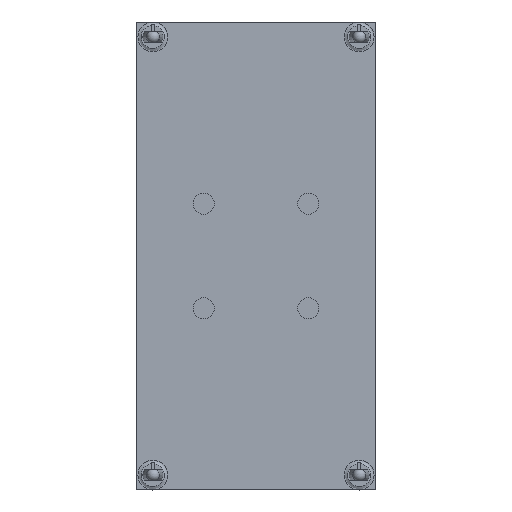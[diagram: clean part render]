
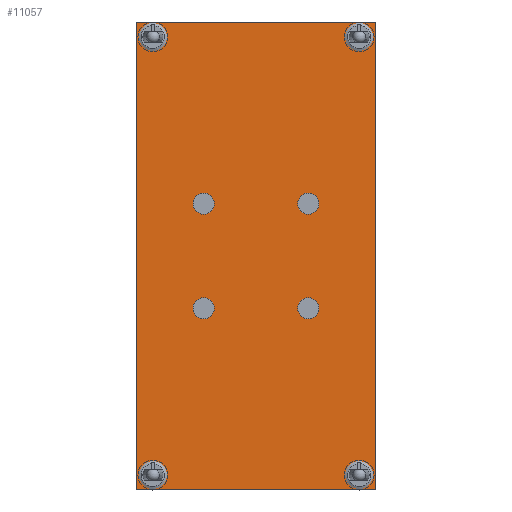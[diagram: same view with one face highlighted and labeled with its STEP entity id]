
A CAD part, front view. The second image highlights one B-rep face of the part: STEP entity #11057.
In plain terms, the highlighted planar face has unit normal (0, -1, 0).
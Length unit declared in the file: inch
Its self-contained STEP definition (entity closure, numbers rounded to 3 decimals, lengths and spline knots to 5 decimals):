
#10687=CARTESIAN_POINT('',(0.102,0.25,-0.46));
#10688=VERTEX_POINT('',#10687);
#10695=CARTESIAN_POINT('',(0.18,0.25,-0.46));
#10696=DIRECTION('',(0.,1.,0.));
#10697=DIRECTION('',(1.,0.,0.));
#10698=AXIS2_PLACEMENT_3D('',#10695,#10696,#10697);
#10699=CIRCLE('',#10698,0.078);
#10700=EDGE_CURVE('',#10688,#10688,#10699,.T.);
#10720=CARTESIAN_POINT('',(2.042,0.25,-0.46));
#10721=VERTEX_POINT('',#10720);
#10728=CARTESIAN_POINT('',(2.12,0.25,-0.46));
#10729=DIRECTION('',(0.,1.,0.));
#10730=DIRECTION('',(1.,0.,0.));
#10731=AXIS2_PLACEMENT_3D('',#10728,#10729,#10730);
#10732=CIRCLE('',#10731,0.078);
#10733=EDGE_CURVE('',#10721,#10721,#10732,.T.);
#10753=CARTESIAN_POINT('',(2.042,0.25,3.66));
#10754=VERTEX_POINT('',#10753);
#10761=CARTESIAN_POINT('',(2.12,0.25,3.66));
#10762=DIRECTION('',(0.,1.,0.));
#10763=DIRECTION('',(1.,0.,0.));
#10764=AXIS2_PLACEMENT_3D('',#10761,#10762,#10763);
#10765=CIRCLE('',#10764,0.078);
#10766=EDGE_CURVE('',#10754,#10754,#10765,.T.);
#10786=CARTESIAN_POINT('',(0.102,0.25,3.66));
#10787=VERTEX_POINT('',#10786);
#10794=CARTESIAN_POINT('',(0.18,0.25,3.66));
#10795=DIRECTION('',(0.,1.,0.));
#10796=DIRECTION('',(1.,0.,0.));
#10797=AXIS2_PLACEMENT_3D('',#10794,#10795,#10796);
#10798=CIRCLE('',#10797,0.078);
#10799=EDGE_CURVE('',#10787,#10787,#10798,.T.);
#10820=CARTESIAN_POINT('',(2.275,0.25,3.8));
#10821=VERTEX_POINT('',#10820);
#10828=CARTESIAN_POINT('',(2.275,0.25,-0.6));
#10829=VERTEX_POINT('',#10828);
#10830=CARTESIAN_POINT('',(2.275,0.25,1.6));
#10831=DIRECTION('',(0.,0.,-1.));
#10832=VECTOR('',#10831,1.);
#10833=LINE('',#10830,#10832);
#10834=EDGE_CURVE('',#10821,#10829,#10833,.T.);
#10859=CARTESIAN_POINT('',(0.025,0.25,3.8));
#10860=VERTEX_POINT('',#10859);
#10867=CARTESIAN_POINT('',(1.15,0.25,3.8));
#10868=DIRECTION('',(-1.,0.,0.));
#10869=VECTOR('',#10868,1.);
#10870=LINE('',#10867,#10869);
#10871=EDGE_CURVE('',#10821,#10860,#10870,.T.);
#10962=CARTESIAN_POINT('',(0.025,0.25,-0.6));
#10963=VERTEX_POINT('',#10962);
#10964=CARTESIAN_POINT('',(1.15,0.25,-0.6));
#10965=DIRECTION('',(-1.,0.,0.));
#10966=VECTOR('',#10965,1.);
#10967=LINE('',#10964,#10966);
#10968=EDGE_CURVE('',#10829,#10963,#10967,.T.);
#10985=ORIENTED_EDGE('',*,*,#10834,.F.);
#10986=ORIENTED_EDGE('',*,*,#10871,.T.);
#10987=CARTESIAN_POINT('',(0.025,0.25,1.6));
#10988=DIRECTION('',(0.,0.,1.));
#10989=VECTOR('',#10988,1.);
#10990=LINE('',#10987,#10989);
#10991=EDGE_CURVE('',#10963,#10860,#10990,.T.);
#10992=ORIENTED_EDGE('',*,*,#10991,.F.);
#10993=ORIENTED_EDGE('',*,*,#10968,.F.);
#10994=EDGE_LOOP('',(#10985,#10986,#10992,#10993));
#10995=FACE_OUTER_BOUND('',#10994,.T.);
#10996=ORIENTED_EDGE('',*,*,#10700,.T.);
#10997=EDGE_LOOP('',(#10996));
#10998=FACE_BOUND('',#10997,.T.);
#10999=ORIENTED_EDGE('',*,*,#10733,.T.);
#11000=EDGE_LOOP('',(#10999));
#11001=FACE_BOUND('',#11000,.T.);
#11002=ORIENTED_EDGE('',*,*,#10766,.T.);
#11003=EDGE_LOOP('',(#11002));
#11004=FACE_BOUND('',#11003,.T.);
#11005=ORIENTED_EDGE('',*,*,#10799,.T.);
#11006=EDGE_LOOP('',(#11005));
#11007=FACE_BOUND('',#11006,.T.);
#11008=CARTESIAN_POINT('',(1.564,0.25,1.108));
#11009=VERTEX_POINT('',#11008);
#11010=CARTESIAN_POINT('',(1.642,0.25,1.108));
#11011=DIRECTION('',(0.,1.,0.));
#11012=DIRECTION('',(1.,0.,0.));
#11013=AXIS2_PLACEMENT_3D('',#11010,#11011,#11012);
#11014=CIRCLE('',#11013,0.078);
#11015=EDGE_CURVE('',#11009,#11009,#11014,.T.);
#11016=ORIENTED_EDGE('',*,*,#11015,.T.);
#11017=EDGE_LOOP('',(#11016));
#11018=FACE_BOUND('',#11017,.T.);
#11019=CARTESIAN_POINT('',(1.564,0.25,2.092));
#11020=VERTEX_POINT('',#11019);
#11021=CARTESIAN_POINT('',(1.642,0.25,2.092));
#11022=DIRECTION('',(0.,1.,0.));
#11023=DIRECTION('',(1.,0.,0.));
#11024=AXIS2_PLACEMENT_3D('',#11021,#11022,#11023);
#11025=CIRCLE('',#11024,0.078);
#11026=EDGE_CURVE('',#11020,#11020,#11025,.T.);
#11027=ORIENTED_EDGE('',*,*,#11026,.T.);
#11028=EDGE_LOOP('',(#11027));
#11029=FACE_BOUND('',#11028,.T.);
#11030=CARTESIAN_POINT('',(0.58,0.25,2.092));
#11031=VERTEX_POINT('',#11030);
#11032=CARTESIAN_POINT('',(0.658,0.25,2.092));
#11033=DIRECTION('',(0.,1.,0.));
#11034=DIRECTION('',(1.,0.,0.));
#11035=AXIS2_PLACEMENT_3D('',#11032,#11033,#11034);
#11036=CIRCLE('',#11035,0.078);
#11037=EDGE_CURVE('',#11031,#11031,#11036,.T.);
#11038=ORIENTED_EDGE('',*,*,#11037,.T.);
#11039=EDGE_LOOP('',(#11038));
#11040=FACE_BOUND('',#11039,.T.);
#11041=CARTESIAN_POINT('',(0.58,0.25,1.108));
#11042=VERTEX_POINT('',#11041);
#11043=CARTESIAN_POINT('',(0.658,0.25,1.108));
#11044=DIRECTION('',(0.,1.,0.));
#11045=DIRECTION('',(1.,0.,0.));
#11046=AXIS2_PLACEMENT_3D('',#11043,#11044,#11045);
#11047=CIRCLE('',#11046,0.078);
#11048=EDGE_CURVE('',#11042,#11042,#11047,.T.);
#11049=ORIENTED_EDGE('',*,*,#11048,.T.);
#11050=EDGE_LOOP('',(#11049));
#11051=FACE_BOUND('',#11050,.T.);
#11052=CARTESIAN_POINT('',(1.15,0.25,1.6));
#11053=DIRECTION('',(0.,1.,0.));
#11054=DIRECTION('',(0.,0.,1.));
#11055=AXIS2_PLACEMENT_3D('',#11052,#11053,#11054);
#11056=PLANE('',#11055);
#11057=ADVANCED_FACE('',(#10995,#10998,#11001,#11004,#11007,#11018,#11029,#11040,#11051),#11056,.F.);
